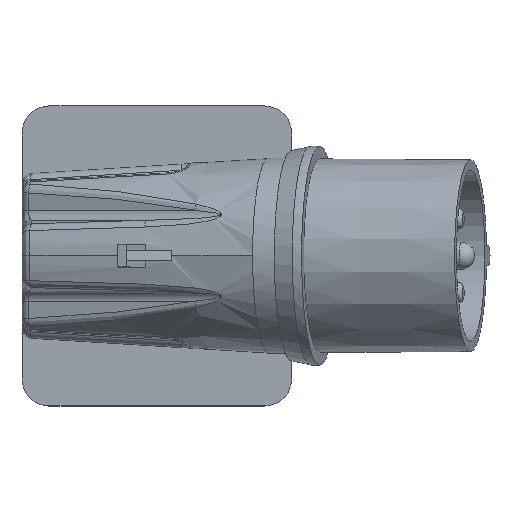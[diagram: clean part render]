
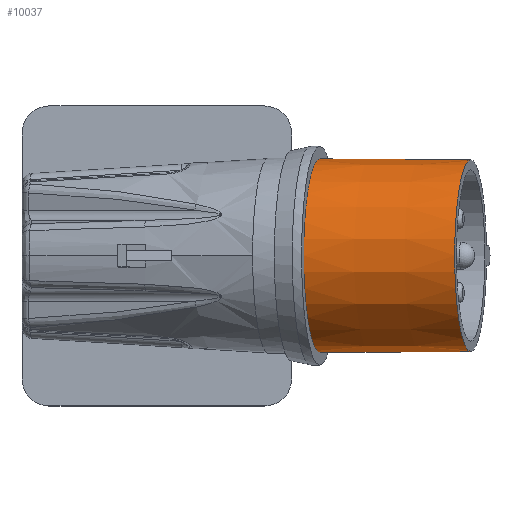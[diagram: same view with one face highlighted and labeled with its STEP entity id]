
A CAD part, top view. The second image highlights one B-rep face of the part: STEP entity #10037.
In plain terms, the highlighted conical face has half-angle 0.25 degrees and reference radius 28.599 mm.
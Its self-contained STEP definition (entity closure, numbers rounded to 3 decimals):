
#7998=DIRECTION('',(-0.986,-0.004,-0.166));
#7999=VECTOR('',#7998,45.399);
#8000=CARTESIAN_POINT('',(59.614,10.012,62.742));
#8001=LINE('',#8000,#7999);
#8002=DIRECTION('',(-0.986,0.004,-0.166));
#8003=VECTOR('',#8002,45.399);
#8004=CARTESIAN_POINT('',(59.614,67.012,62.742));
#8005=LINE('',#8004,#8003);
#8006=CARTESIAN_POINT('',(59.614,38.512,62.742));
#8007=DIRECTION('',(-0.986,0.,-0.166));
#8008=DIRECTION('',(0.,-1.,0.));
#8009=AXIS2_PLACEMENT_3D('',#8006,#8007,#8008);
#8011=CARTESIAN_POINT('',(14.842,38.512,55.221));
#8012=DIRECTION('',(-0.986,0.,-0.166));
#8013=DIRECTION('',(0.,-1.,0.));
#8014=AXIS2_PLACEMENT_3D('',#8011,#8012,#8013);
#9505=CARTESIAN_POINT('',(59.614,10.012,62.742));
#9506=CARTESIAN_POINT('',(59.614,67.012,62.742));
#9507=VERTEX_POINT('',#9505);
#9508=VERTEX_POINT('',#9506);
#9549=CARTESIAN_POINT('',(14.842,9.814,55.221));
#9550=CARTESIAN_POINT('',(14.842,67.211,55.221));
#9551=VERTEX_POINT('',#9549);
#9552=VERTEX_POINT('',#9550);
#10025=CARTESIAN_POINT('',(37.228,38.512,58.982));
#10026=DIRECTION('',(-0.986,0.,-0.166));
#10027=DIRECTION('',(0.,-1.,0.));
#10028=AXIS2_PLACEMENT_3D('',#10025,#10026,#10027);
#10029=CONICAL_SURFACE('',#10028,28.599,0.25);
#10030=ORIENTED_EDGE('',*,*,#10017,.T.);
#10032=ORIENTED_EDGE('',*,*,#10031,.T.);
#10033=ORIENTED_EDGE('',*,*,#10013,.F.);
#10034=ORIENTED_EDGE('',*,*,#9949,.F.);
#10035=EDGE_LOOP('',(#10030,#10032,#10033,#10034));
#10036=FACE_OUTER_BOUND('',#10035,.F.);
#10037=ADVANCED_FACE('',(#10036),#10029,.T.);
#8010=CIRCLE('',#8009,28.5);
#8015=CIRCLE('',#8014,28.698);
#9949=EDGE_CURVE('',#9507,#9508,#8010,.T.);
#10013=EDGE_CURVE('',#9508,#9552,#8005,.T.);
#10017=EDGE_CURVE('',#9507,#9551,#8001,.T.);
#10031=EDGE_CURVE('',#9551,#9552,#8015,.T.);
